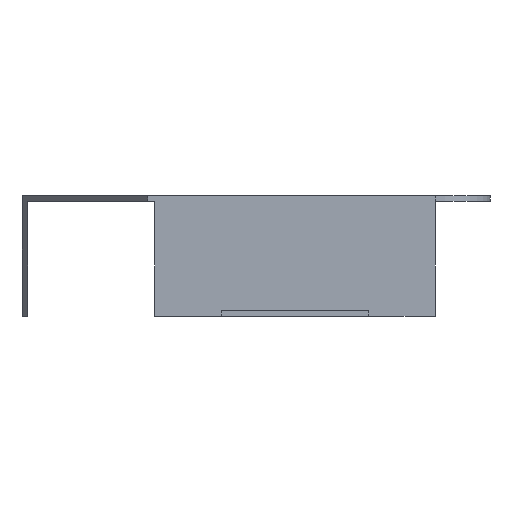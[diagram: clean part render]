
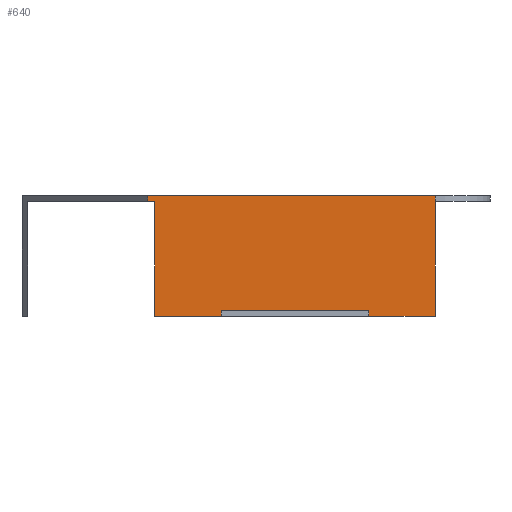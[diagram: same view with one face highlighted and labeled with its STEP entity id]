
A CAD part, left-side view. The second image highlights one B-rep face of the part: STEP entity #640.
In plain terms, the highlighted planar face has unit normal (-1, 0, 0).
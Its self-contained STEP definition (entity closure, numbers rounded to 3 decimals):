
#174 = VERTEX_POINT('',#175);
#175 = CARTESIAN_POINT('',(-10.705,-4.836,4.06));
#182 = EDGE_CURVE('',#174,#183,#185,.T.);
#183 = VERTEX_POINT('',#184);
#184 = CARTESIAN_POINT('',(-10.705,-4.836,4.26));
#185 = LINE('',#186,#187);
#186 = CARTESIAN_POINT('',(-10.705,-4.836,4.06));
#187 = VECTOR('',#188,1.);
#188 = DIRECTION('',(0.,0.,1.));
#289 = VERTEX_POINT('',#290);
#290 = CARTESIAN_POINT('',(-10.705,5.062,4.06));
#296 = EDGE_CURVE('',#289,#297,#299,.T.);
#297 = VERTEX_POINT('',#298);
#298 = CARTESIAN_POINT('',(-10.705,4.836,4.06));
#299 = LINE('',#300,#301);
#300 = CARTESIAN_POINT('',(-10.705,9.4,4.06));
#301 = VECTOR('',#302,1.);
#302 = DIRECTION('',(0.,-1.,0.));
#640 = ADVANCED_FACE('',(#641),#713,.T.);
#641 = FACE_BOUND('',#642,.T.);
#642 = EDGE_LOOP('',(#643,#651,#657,#658,#666,#674,#682,#690,#698,#706,
#712));
#643 = ORIENTED_EDGE('',*,*,#644,.F.);
#644 = EDGE_CURVE('',#645,#183,#647,.T.);
#645 = VERTEX_POINT('',#646);
#646 = CARTESIAN_POINT('',(-10.705,5.062,4.26));
#647 = LINE('',#648,#649);
#648 = CARTESIAN_POINT('',(-10.705,9.4,4.26));
#649 = VECTOR('',#650,1.);
#650 = DIRECTION('',(0.,-1.,0.));
#651 = ORIENTED_EDGE('',*,*,#652,.T.);
#652 = EDGE_CURVE('',#645,#289,#653,.T.);
#653 = LINE('',#654,#655);
#654 = CARTESIAN_POINT('',(-10.705,5.062,1.455));
#655 = VECTOR('',#656,1.);
#656 = DIRECTION('',(0.,0.,-1.));
#657 = ORIENTED_EDGE('',*,*,#296,.T.);
#658 = ORIENTED_EDGE('',*,*,#659,.F.);
#659 = EDGE_CURVE('',#660,#297,#662,.T.);
#660 = VERTEX_POINT('',#661);
#661 = CARTESIAN_POINT('',(-10.705,4.836,0.1));
#662 = LINE('',#663,#664);
#663 = CARTESIAN_POINT('',(-10.705,4.836,0.1));
#664 = VECTOR('',#665,1.);
#665 = DIRECTION('',(0.,0.,1.));
#666 = ORIENTED_EDGE('',*,*,#667,.T.);
#667 = EDGE_CURVE('',#660,#668,#670,.T.);
#668 = VERTEX_POINT('',#669);
#669 = CARTESIAN_POINT('',(-10.705,2.54,0.1));
#670 = LINE('',#671,#672);
#671 = CARTESIAN_POINT('',(-10.705,4.836,0.1));
#672 = VECTOR('',#673,1.);
#673 = DIRECTION('',(0.,-1.,0.));
#674 = ORIENTED_EDGE('',*,*,#675,.F.);
#675 = EDGE_CURVE('',#676,#668,#678,.T.);
#676 = VERTEX_POINT('',#677);
#677 = CARTESIAN_POINT('',(-10.705,2.54,0.3));
#678 = LINE('',#679,#680);
#679 = CARTESIAN_POINT('',(-10.705,2.54,1.455));
#680 = VECTOR('',#681,1.);
#681 = DIRECTION('',(0.,0.,-1.));
#682 = ORIENTED_EDGE('',*,*,#683,.T.);
#683 = EDGE_CURVE('',#676,#684,#686,.T.);
#684 = VERTEX_POINT('',#685);
#685 = CARTESIAN_POINT('',(-10.705,-2.54,0.3));
#686 = LINE('',#687,#688);
#687 = CARTESIAN_POINT('',(-10.705,0.539,0.3));
#688 = VECTOR('',#689,1.);
#689 = DIRECTION('',(0.,-1.,0.));
#690 = ORIENTED_EDGE('',*,*,#691,.F.);
#691 = EDGE_CURVE('',#692,#684,#694,.T.);
#692 = VERTEX_POINT('',#693);
#693 = CARTESIAN_POINT('',(-10.705,-2.54,0.1));
#694 = LINE('',#695,#696);
#695 = CARTESIAN_POINT('',(-10.705,-2.54,1.455));
#696 = VECTOR('',#697,1.);
#697 = DIRECTION('',(0.,0.,1.));
#698 = ORIENTED_EDGE('',*,*,#699,.T.);
#699 = EDGE_CURVE('',#692,#700,#702,.T.);
#700 = VERTEX_POINT('',#701);
#701 = CARTESIAN_POINT('',(-10.705,-4.836,0.1));
#702 = LINE('',#703,#704);
#703 = CARTESIAN_POINT('',(-10.705,4.836,0.1));
#704 = VECTOR('',#705,1.);
#705 = DIRECTION('',(0.,-1.,0.));
#706 = ORIENTED_EDGE('',*,*,#707,.T.);
#707 = EDGE_CURVE('',#700,#174,#708,.T.);
#708 = LINE('',#709,#710);
#709 = CARTESIAN_POINT('',(-10.705,-4.836,0.1));
#710 = VECTOR('',#711,1.);
#711 = DIRECTION('',(0.,0.,1.));
#712 = ORIENTED_EDGE('',*,*,#182,.T.);
#713 = PLANE('',#714);
#714 = AXIS2_PLACEMENT_3D('',#715,#716,#717);
#715 = CARTESIAN_POINT('',(-10.705,1.078,2.81));
#716 = DIRECTION('',(-1.,0.,0.));
#717 = DIRECTION('',(0.,0.,1.));
